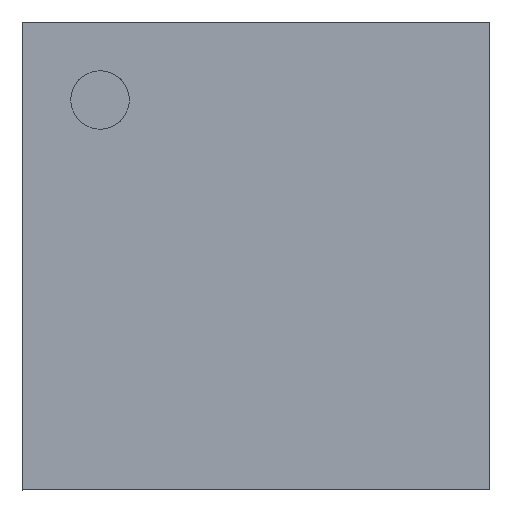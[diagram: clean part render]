
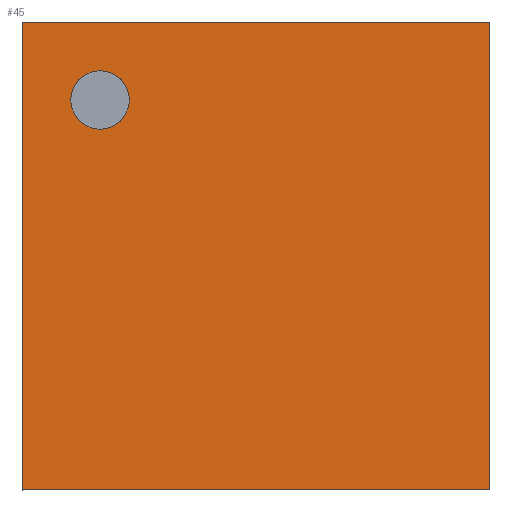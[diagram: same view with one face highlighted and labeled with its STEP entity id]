
A CAD part, top view. The second image highlights one B-rep face of the part: STEP entity #45.
In plain terms, the highlighted planar face has unit normal (0, 0, 1).
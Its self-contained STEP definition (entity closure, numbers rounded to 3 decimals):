
#45 = ADVANCED_FACE ( 'NONE', ( #1341, #331 ), #724, .T. ) ;
#58 = ORIENTED_EDGE ( 'NONE', *, *, #424, .F. ) ;
#91 = AXIS2_PLACEMENT_3D ( 'NONE', #1647, #214, #1599 ) ;
#102 = DIRECTION ( 'NONE',  ( 0., 0., 1. ) ) ;
#116 = CARTESIAN_POINT ( 'NONE',  ( 1.183, 5.917, 0.83 ) ) ;
#131 = VECTOR ( 'NONE', #845, 1000. ) ;
#166 = AXIS2_PLACEMENT_3D ( 'NONE', #1522, #578, #1108 ) ;
#177 = LINE ( 'NONE', #347, #1221 ) ;
#214 = DIRECTION ( 'NONE',  ( 0., 0., 1. ) ) ;
#318 = CARTESIAN_POINT ( 'NONE',  ( 0., 0., 0.83 ) ) ;
#331 = FACE_OUTER_BOUND ( 'NONE', #1350, .T. ) ;
#336 = AXIS2_PLACEMENT_3D ( 'NONE', #116, #102, #1861 ) ;
#347 = CARTESIAN_POINT ( 'NONE',  ( 0., 7.1, 0.83 ) ) ;
#424 = EDGE_CURVE ( 'NONE', #1992, #2023, #177, .T. ) ;
#436 = EDGE_CURVE ( 'NONE', #1481, #1992, #1674, .T. ) ;
#443 = EDGE_CURVE ( 'NONE', #604, #2023, #500, .T. ) ;
#459 = ORIENTED_EDGE ( 'NONE', *, *, #443, .T. ) ;
#473 = CARTESIAN_POINT ( 'NONE',  ( 0., 7.1, 0.83 ) ) ;
#500 = LINE ( 'NONE', #1257, #1359 ) ;
#578 = DIRECTION ( 'NONE',  ( 0., 0., 1. ) ) ;
#594 = ORIENTED_EDGE ( 'NONE', *, *, #436, .F. ) ;
#604 = VERTEX_POINT ( 'NONE', #1074 ) ;
#618 = ORIENTED_EDGE ( 'NONE', *, *, #1737, .F. ) ;
#724 = PLANE ( 'NONE',  #166 ) ;
#809 = CARTESIAN_POINT ( 'NONE',  ( 7.1, 7.1, 0.83 ) ) ;
#822 = DIRECTION ( 'NONE',  ( 0., 1., 0. ) ) ;
#845 = DIRECTION ( 'NONE',  ( 1., 0., 0. ) ) ;
#1006 = EDGE_LOOP ( 'NONE', ( #618, #1645 ) ) ;
#1074 = CARTESIAN_POINT ( 'NONE',  ( 7.1, 0., 0.83 ) ) ;
#1105 = ORIENTED_EDGE ( 'NONE', *, *, #1969, .T. ) ;
#1108 = DIRECTION ( 'NONE',  ( 1., 0., 0. ) ) ;
#1213 = DIRECTION ( 'NONE',  ( 1., 0., 0. ) ) ;
#1221 = VECTOR ( 'NONE', #1213, 1000. ) ;
#1257 = CARTESIAN_POINT ( 'NONE',  ( 7.1, 0., 0.83 ) ) ;
#1266 = CARTESIAN_POINT ( 'NONE',  ( 0., 0., 0.83 ) ) ;
#1328 = CARTESIAN_POINT ( 'NONE',  ( 1.627, 5.917, 0.83 ) ) ;
#1341 = FACE_BOUND ( 'NONE', #1006, .T. ) ;
#1350 = EDGE_LOOP ( 'NONE', ( #594, #1105, #459, #58 ) ) ;
#1359 = VECTOR ( 'NONE', #1924, 1000. ) ;
#1392 = CIRCLE ( 'NONE', #336, 0.444 ) ;
#1419 = EDGE_CURVE ( 'NONE', #1490, #1577, #2071, .T. ) ;
#1481 = VERTEX_POINT ( 'NONE', #1266 ) ;
#1488 = LINE ( 'NONE', #318, #131 ) ;
#1490 = VERTEX_POINT ( 'NONE', #1842 ) ;
#1522 = CARTESIAN_POINT ( 'NONE',  ( 0., 0., 0.83 ) ) ;
#1577 = VERTEX_POINT ( 'NONE', #1328 ) ;
#1599 = DIRECTION ( 'NONE',  ( 1., 0., 0. ) ) ;
#1645 = ORIENTED_EDGE ( 'NONE', *, *, #1419, .F. ) ;
#1647 = CARTESIAN_POINT ( 'NONE',  ( 1.183, 5.917, 0.83 ) ) ;
#1674 = LINE ( 'NONE', #1689, #1700 ) ;
#1689 = CARTESIAN_POINT ( 'NONE',  ( 0., 0., 0.83 ) ) ;
#1700 = VECTOR ( 'NONE', #822, 1000. ) ;
#1737 = EDGE_CURVE ( 'NONE', #1577, #1490, #1392, .T. ) ;
#1842 = CARTESIAN_POINT ( 'NONE',  ( 0.74, 5.917, 0.83 ) ) ;
#1861 = DIRECTION ( 'NONE',  ( 1., 0., 0. ) ) ;
#1924 = DIRECTION ( 'NONE',  ( 0., 1., 0. ) ) ;
#1969 = EDGE_CURVE ( 'NONE', #1481, #604, #1488, .T. ) ;
#1992 = VERTEX_POINT ( 'NONE', #473 ) ;
#2023 = VERTEX_POINT ( 'NONE', #809 ) ;
#2071 = CIRCLE ( 'NONE', #91, 0.444 ) ;
